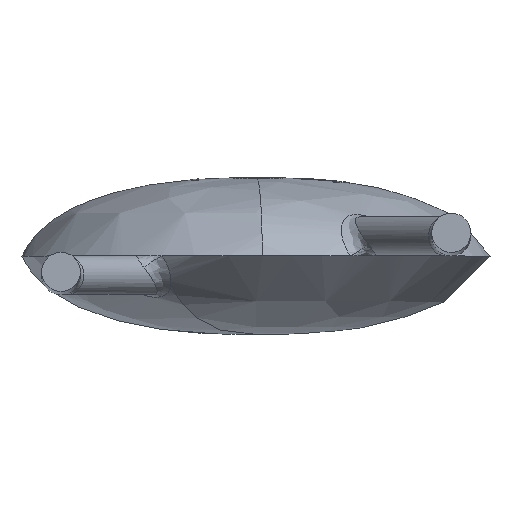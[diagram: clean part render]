
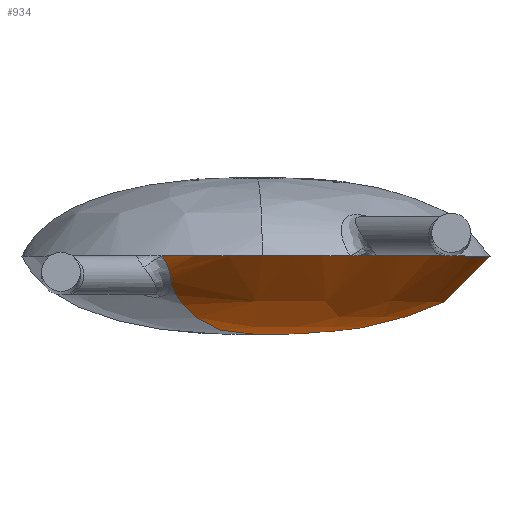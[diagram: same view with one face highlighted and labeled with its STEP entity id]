
A CAD part, top view. The second image highlights one B-rep face of the part: STEP entity #934.
In plain terms, the highlighted free-form (B-spline) face has degree [3, 2] with [4, 9] control points.
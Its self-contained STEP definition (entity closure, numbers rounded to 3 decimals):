
#121=CIRCLE('',#1001,3.);
#122=CIRCLE('',#1002,3.);
#123=CIRCLE('',#1003,3.);
#124=CIRCLE('',#1004,3.);
#125=CIRCLE('',#1005,3.);
#126=CIRCLE('',#1006,3.);
#127=CIRCLE('',#1007,3.);
#150=FACE_OUTER_BOUND('',#204,.T.);
#204=EDGE_LOOP('',(#624,#625,#626,#627,#628,#629,#630,#631,#632,#633));
#263=B_SPLINE_CURVE_WITH_KNOTS('',3,(#1455,#1456,#1457,#1458),
 .UNSPECIFIED.,.F.,.F.,(4,4),(-1.,0.),.UNSPECIFIED.);
#264=B_SPLINE_CURVE_WITH_KNOTS('',3,(#1460,#1461,#1462,#1463),
 .UNSPECIFIED.,.F.,.F.,(4,4),(-1.,-0.193),.UNSPECIFIED.);
#293=B_SPLINE_CURVE_WITH_KNOTS('',3,(#1993,#1994,#1995,#1996,#1997,#1998,
#1999,#2000,#2001,#2002,#2003,#2004,#2005,#2006,#2007,#2008,#2009,#2010,
#2011,#2012,#2013,#2014,#2015,#2016,#2017,#2018,#2019,#2020,#2021,#2022,
#2023),.UNSPECIFIED.,.F.,.F.,(4,3,3,3,3,3,3,3,3,3,4),(0.,0.03,
0.06,0.091,0.119,0.125,0.17,
0.214,0.24,0.25,0.259),
 .UNSPECIFIED.);
#345=VERTEX_POINT('',#1453);
#346=VERTEX_POINT('',#1454);
#347=VERTEX_POINT('',#1459);
#353=VERTEX_POINT('',#1592);
#354=VERTEX_POINT('',#1594);
#367=VERTEX_POINT('',#1760);
#368=VERTEX_POINT('',#1762);
#379=VERTEX_POINT('',#1986);
#380=VERTEX_POINT('',#1988);
#381=VERTEX_POINT('',#1990);
#439=EDGE_CURVE('',#345,#346,#263,.T.);
#440=EDGE_CURVE('',#345,#347,#264,.T.);
#448=EDGE_CURVE('',#353,#354,#121,.T.);
#464=EDGE_CURVE('',#354,#367,#122,.T.);
#466=EDGE_CURVE('',#368,#346,#123,.T.);
#477=EDGE_CURVE('',#379,#368,#124,.T.);
#478=EDGE_CURVE('',#380,#379,#125,.T.);
#479=EDGE_CURVE('',#381,#380,#126,.T.);
#480=EDGE_CURVE('',#367,#381,#127,.T.);
#481=EDGE_CURVE('',#353,#347,#293,.T.);
#624=ORIENTED_EDGE('',*,*,#439,.T.);
#625=ORIENTED_EDGE('',*,*,#466,.F.);
#626=ORIENTED_EDGE('',*,*,#477,.F.);
#627=ORIENTED_EDGE('',*,*,#478,.F.);
#628=ORIENTED_EDGE('',*,*,#479,.F.);
#629=ORIENTED_EDGE('',*,*,#480,.F.);
#630=ORIENTED_EDGE('',*,*,#464,.F.);
#631=ORIENTED_EDGE('',*,*,#448,.F.);
#632=ORIENTED_EDGE('',*,*,#481,.T.);
#633=ORIENTED_EDGE('',*,*,#440,.F.);
#863=(
BOUNDED_SURFACE()
B_SPLINE_SURFACE(3,2,((#1950,#1951,#1952,#1953,#1954,#1955,#1956,#1957,
#1958),(#1959,#1960,#1961,#1962,#1963,#1964,#1965,#1966,#1967),(#1968,#1969,
#1970,#1971,#1972,#1973,#1974,#1975,#1976),(#1977,#1978,#1979,#1980,#1981,
#1982,#1983,#1984,#1985)),.UNSPECIFIED.,.F.,.T.,.F.)
B_SPLINE_SURFACE_WITH_KNOTS((4,4),(3,2,2,2,3),(0.,1.),(0.,1.571,
3.142,4.712,6.283),.UNSPECIFIED.)
GEOMETRIC_REPRESENTATION_ITEM()
RATIONAL_B_SPLINE_SURFACE(((1.,0.707,1.,0.707,1.,
0.707,1.,0.707,1.),(1.,0.707,1.,0.707,
1.,0.707,1.,0.707,1.),(1.,0.707,1.,
0.707,1.,0.707,1.,0.707,1.),(1.,0.707,
1.,0.707,1.,0.707,1.,0.707,1.)))
REPRESENTATION_ITEM('')
SURFACE()
);
#934=ADVANCED_FACE('',(#150),#863,.T.);
#1001=AXIS2_PLACEMENT_3D('',#1595,#1064,#1065);
#1002=AXIS2_PLACEMENT_3D('',#1761,#1066,#1067);
#1003=AXIS2_PLACEMENT_3D('',#1869,#1068,#1069);
#1004=AXIS2_PLACEMENT_3D('',#1987,#1070,#1071);
#1005=AXIS2_PLACEMENT_3D('',#1989,#1072,#1073);
#1006=AXIS2_PLACEMENT_3D('',#1991,#1074,#1075);
#1007=AXIS2_PLACEMENT_3D('',#1992,#1076,#1077);
#1064=DIRECTION('center_axis',(0.,1.,0.));
#1065=DIRECTION('ref_axis',(-1.,0.,0.));
#1066=DIRECTION('center_axis',(0.,1.,0.));
#1067=DIRECTION('ref_axis',(-1.,0.,0.));
#1068=DIRECTION('center_axis',(0.,1.,0.));
#1069=DIRECTION('ref_axis',(-1.,0.,0.));
#1070=DIRECTION('center_axis',(0.,1.,0.));
#1071=DIRECTION('ref_axis',(-1.,0.,0.));
#1072=DIRECTION('center_axis',(0.,1.,0.));
#1073=DIRECTION('ref_axis',(-1.,0.,0.));
#1074=DIRECTION('center_axis',(0.,1.,0.));
#1075=DIRECTION('ref_axis',(-1.,0.,0.));
#1076=DIRECTION('center_axis',(0.,1.,0.));
#1077=DIRECTION('ref_axis',(-1.,0.,0.));
#1453=CARTESIAN_POINT('',(0.,-1.,0.));
#1454=CARTESIAN_POINT('',(-3.,0.,0.));
#1455=CARTESIAN_POINT('Ctrl Pts',(0.,-1.,0.));
#1456=CARTESIAN_POINT('Ctrl Pts',(-1.495,-1.032,0.));
#1457=CARTESIAN_POINT('Ctrl Pts',(-2.678,-0.712,
0.));
#1458=CARTESIAN_POINT('Ctrl Pts',(-3.,0.,0.));
#1459=CARTESIAN_POINT('',(-1.094,-0.368,2.492));
#1460=CARTESIAN_POINT('Ctrl Pts',(0.,-1.,0.));
#1461=CARTESIAN_POINT('Ctrl Pts',(-0.485,-1.026,1.105));
#1462=CARTESIAN_POINT('Ctrl Pts',(-0.888,-0.823,
2.024));
#1463=CARTESIAN_POINT('Ctrl Pts',(-1.094,-0.368,
2.492));
#1592=CARTESIAN_POINT('',(-1.205,0.,2.747));
#1594=CARTESIAN_POINT('',(0.08,0.,2.999));
#1595=CARTESIAN_POINT('Origin',(0.,0.,
0.));
#1760=CARTESIAN_POINT('',(1.205,0.,2.747));
#1761=CARTESIAN_POINT('Origin',(0.,0.,
0.));
#1762=CARTESIAN_POINT('',(1.879,0.,2.339));
#1869=CARTESIAN_POINT('Origin',(0.,0.,
0.));
#1950=CARTESIAN_POINT('Ctrl Pts',(-3.,0.,0.));
#1951=CARTESIAN_POINT('Ctrl Pts',(-3.,0.,3.));
#1952=CARTESIAN_POINT('Ctrl Pts',(0.,0.,
3.));
#1953=CARTESIAN_POINT('Ctrl Pts',(3.,0.,3.));
#1954=CARTESIAN_POINT('Ctrl Pts',(3.,0.,0.));
#1955=CARTESIAN_POINT('Ctrl Pts',(3.,0.,-3.));
#1956=CARTESIAN_POINT('Ctrl Pts',(0.,0.,
-3.));
#1957=CARTESIAN_POINT('Ctrl Pts',(-3.,0.,-3.));
#1958=CARTESIAN_POINT('Ctrl Pts',(-3.,0.,0.));
#1959=CARTESIAN_POINT('Ctrl Pts',(-2.678,-0.712,
0.));
#1960=CARTESIAN_POINT('Ctrl Pts',(-2.678,-0.712,
2.678));
#1961=CARTESIAN_POINT('Ctrl Pts',(0.,-0.712,
2.678));
#1962=CARTESIAN_POINT('Ctrl Pts',(2.678,-0.712,2.678));
#1963=CARTESIAN_POINT('Ctrl Pts',(2.678,-0.712,0.));
#1964=CARTESIAN_POINT('Ctrl Pts',(2.678,-0.712,-2.678));
#1965=CARTESIAN_POINT('Ctrl Pts',(0.,-0.712,
-2.678));
#1966=CARTESIAN_POINT('Ctrl Pts',(-2.678,-0.712,
-2.678));
#1967=CARTESIAN_POINT('Ctrl Pts',(-2.678,-0.712,
0.));
#1968=CARTESIAN_POINT('Ctrl Pts',(-1.495,-1.032,0.));
#1969=CARTESIAN_POINT('Ctrl Pts',(-1.495,-1.032,1.495));
#1970=CARTESIAN_POINT('Ctrl Pts',(0.,-1.032,
1.495));
#1971=CARTESIAN_POINT('Ctrl Pts',(1.495,-1.032,1.495));
#1972=CARTESIAN_POINT('Ctrl Pts',(1.495,-1.032,0.));
#1973=CARTESIAN_POINT('Ctrl Pts',(1.495,-1.032,-1.495));
#1974=CARTESIAN_POINT('Ctrl Pts',(0.,-1.032,
-1.495));
#1975=CARTESIAN_POINT('Ctrl Pts',(-1.495,-1.032,-1.495));
#1976=CARTESIAN_POINT('Ctrl Pts',(-1.495,-1.032,0.));
#1977=CARTESIAN_POINT('Ctrl Pts',(0.,-1.,0.));
#1978=CARTESIAN_POINT('Ctrl Pts',(0.,-1.,0.));
#1979=CARTESIAN_POINT('Ctrl Pts',(0.,-1.,0.));
#1980=CARTESIAN_POINT('Ctrl Pts',(0.,-1.,0.));
#1981=CARTESIAN_POINT('Ctrl Pts',(0.,-1.,0.));
#1982=CARTESIAN_POINT('Ctrl Pts',(0.,-1.,0.));
#1983=CARTESIAN_POINT('Ctrl Pts',(0.,-1.,0.));
#1984=CARTESIAN_POINT('Ctrl Pts',(0.,-1.,0.));
#1985=CARTESIAN_POINT('Ctrl Pts',(0.,-1.,0.));
#1986=CARTESIAN_POINT('',(1.794,0.,2.405));
#1987=CARTESIAN_POINT('Origin',(0.,0.,
0.));
#1988=CARTESIAN_POINT('',(1.55,0.,2.568));
#1989=CARTESIAN_POINT('Origin',(0.,0.,
0.));
#1990=CARTESIAN_POINT('',(1.305,0.,2.701));
#1991=CARTESIAN_POINT('Origin',(0.,0.,
0.));
#1992=CARTESIAN_POINT('Origin',(0.,0.,
0.));
#1993=CARTESIAN_POINT('Ctrl Pts',(-1.205,0.,
2.747));
#1994=CARTESIAN_POINT('Ctrl Pts',(-1.195,-0.015,
2.744));
#1995=CARTESIAN_POINT('Ctrl Pts',(-1.186,-0.03,
2.741));
#1996=CARTESIAN_POINT('Ctrl Pts',(-1.177,-0.045,
2.736));
#1997=CARTESIAN_POINT('Ctrl Pts',(-1.168,-0.061,
2.731));
#1998=CARTESIAN_POINT('Ctrl Pts',(-1.16,-0.076,
2.725));
#1999=CARTESIAN_POINT('Ctrl Pts',(-1.152,-0.092,
2.718));
#2000=CARTESIAN_POINT('Ctrl Pts',(-1.144,-0.109,2.711));
#2001=CARTESIAN_POINT('Ctrl Pts',(-1.137,-0.125,
2.703));
#2002=CARTESIAN_POINT('Ctrl Pts',(-1.131,-0.141,
2.694));
#2003=CARTESIAN_POINT('Ctrl Pts',(-1.126,-0.155,
2.686));
#2004=CARTESIAN_POINT('Ctrl Pts',(-1.121,-0.169,
2.677));
#2005=CARTESIAN_POINT('Ctrl Pts',(-1.117,-0.183,
2.668));
#2006=CARTESIAN_POINT('Ctrl Pts',(-1.116,-0.186,
2.666));
#2007=CARTESIAN_POINT('Ctrl Pts',(-1.115,-0.189,
2.664));
#2008=CARTESIAN_POINT('Ctrl Pts',(-1.114,-0.192,
2.662));
#2009=CARTESIAN_POINT('Ctrl Pts',(-1.107,-0.214,
2.647));
#2010=CARTESIAN_POINT('Ctrl Pts',(-1.102,-0.236,
2.63));
#2011=CARTESIAN_POINT('Ctrl Pts',(-1.099,-0.256,
2.612));
#2012=CARTESIAN_POINT('Ctrl Pts',(-1.095,-0.277,2.594));
#2013=CARTESIAN_POINT('Ctrl Pts',(-1.093,-0.296,
2.575));
#2014=CARTESIAN_POINT('Ctrl Pts',(-1.092,-0.315,
2.555));
#2015=CARTESIAN_POINT('Ctrl Pts',(-1.092,-0.326,2.543));
#2016=CARTESIAN_POINT('Ctrl Pts',(-1.092,-0.337,
2.531));
#2017=CARTESIAN_POINT('Ctrl Pts',(-1.092,-0.347,
2.519));
#2018=CARTESIAN_POINT('Ctrl Pts',(-1.092,-0.351,
2.514));
#2019=CARTESIAN_POINT('Ctrl Pts',(-1.092,-0.355,2.509));
#2020=CARTESIAN_POINT('Ctrl Pts',(-1.093,-0.359,
2.505));
#2021=CARTESIAN_POINT('Ctrl Pts',(-1.093,-0.362,2.501));
#2022=CARTESIAN_POINT('Ctrl Pts',(-1.093,-0.365,
2.497));
#2023=CARTESIAN_POINT('Ctrl Pts',(-1.094,-0.368,
2.492));
